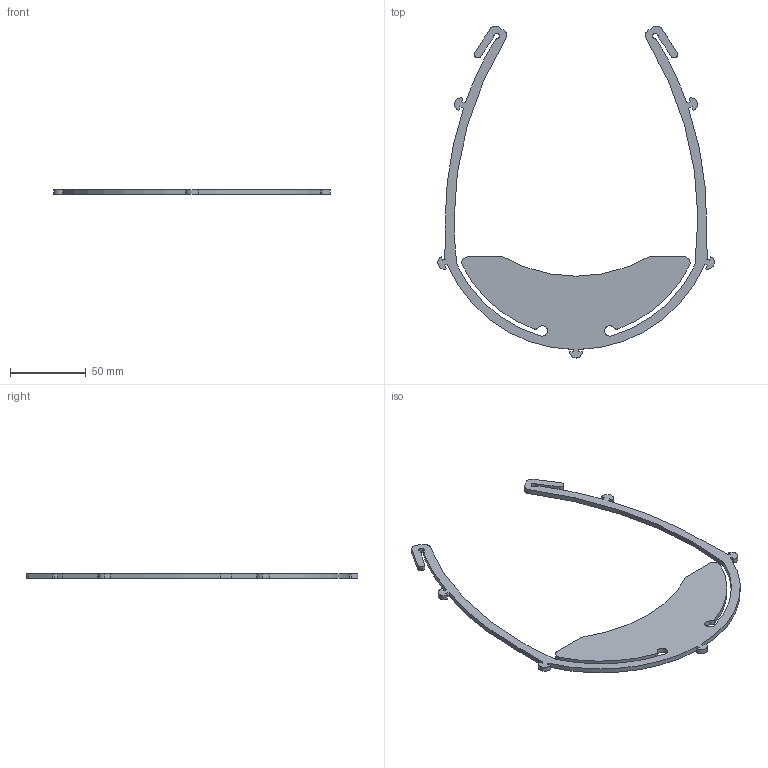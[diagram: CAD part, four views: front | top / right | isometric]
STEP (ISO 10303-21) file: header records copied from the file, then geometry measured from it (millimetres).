
FILE_DESCRIPTION (( 'STEP AP214' ), '1' );
FILE_NAME ('COVID-001-Face-Shield-Frame.STEP', '2020-04-01T17:51:26', ( '' ), ( '' ), 'SwSTEP 2.0', 'SolidWorks 2019', '' );
FILE_SCHEMA (( 'AUTOMOTIVE_DESIGN' ));
Length unit declared in the file: millimetre
Products named in the file (1): COVID-001-Face-Shield-Frame
Bounding box: 182.4 x 218.94 x 3.17 mm (x, y, z)
Volume: 27347.2 mm3; surface area: 22125.1 mm2
Topology: 1 solids, 1 shells, 90 faces, 264 edges, 176 vertices
Faces by surface type: cylinder 58, plane 30, bspline 2
Entity records: 3114 total; most frequent: CARTESIAN_POINT 581, DIRECTION 554, ORIENTED_EDGE 528, EDGE_CURVE 264, AXIS2_PLACEMENT_3D 205, VERTEX_POINT 176, LINE 144, VECTOR 144
